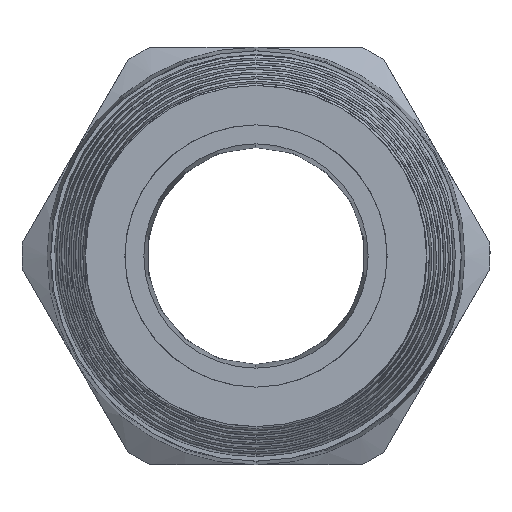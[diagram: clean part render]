
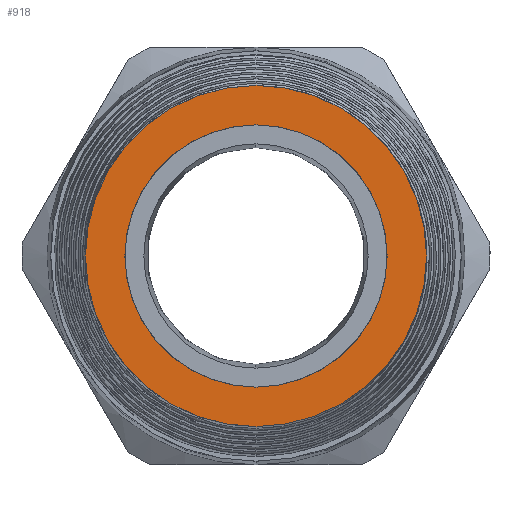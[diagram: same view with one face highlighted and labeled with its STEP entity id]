
A CAD part, left-side view. The second image highlights one B-rep face of the part: STEP entity #918.
In plain terms, the highlighted planar face has unit normal (-1, 0, 0).
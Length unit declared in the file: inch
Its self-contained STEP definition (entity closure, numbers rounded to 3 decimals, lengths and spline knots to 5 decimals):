
#861 = EDGE_CURVE ( 'NONE', #1125, #1124, #3646, .T. ) ;
#918 = ADVANCED_FACE ( 'NONE', ( #6164, #6162 ), #6161, .T. ) ;
#919 = EDGE_LOOP ( 'NONE', ( #921, #923 ) ) ;
#921 = ORIENTED_EDGE ( 'NONE', *, *, #922, .T. ) ;
#922 = EDGE_CURVE ( 'NONE', #1138, #1137, #6141, .T. ) ;
#923 = ORIENTED_EDGE ( 'NONE', *, *, #1136, .T. ) ;
#978 = EDGE_LOOP ( 'NONE', ( #979, #981 ) ) ;
#979 = ORIENTED_EDGE ( 'NONE', *, *, #1123, .F. ) ;
#981 = ORIENTED_EDGE ( 'NONE', *, *, #861, .F. ) ;
#1123 = EDGE_CURVE ( 'NONE', #1124, #1125, #11296, .T. ) ;
#1124 = VERTEX_POINT ( 'NONE', #11287 ) ;
#1125 = VERTEX_POINT ( 'NONE', #11286 ) ;
#1136 = EDGE_CURVE ( 'NONE', #1137, #1138, #11334, .T. ) ;
#1137 = VERTEX_POINT ( 'NONE', #11325 ) ;
#1138 = VERTEX_POINT ( 'NONE', #11324 ) ;
#3642 = DIRECTION ( 'NONE',  ( 0., 0., 1. ) ) ;
#3643 = DIRECTION ( 'NONE',  ( -1., 0., 0. ) ) ;
#3644 = CARTESIAN_POINT ( 'NONE',  ( -3.94, 0., 0. ) ) ;
#3645 = AXIS2_PLACEMENT_3D ( 'NONE', #3644, #3643, #3642 ) ;
#3646 = CIRCLE ( 'NONE', #3645, 0.33264 ) ;
#6138 = DIRECTION ( 'NONE',  ( 0., 0., 1. ) ) ;
#6139 = DIRECTION ( 'NONE',  ( -1., 0., 0. ) ) ;
#6140 = AXIS2_PLACEMENT_3D ( 'NONE', #6160, #6139, #6138 ) ;
#6141 = CIRCLE ( 'NONE', #6140, 0.43264 ) ;
#6142 = DIRECTION ( 'NONE',  ( 0., 0., 1. ) ) ;
#6143 = DIRECTION ( 'NONE',  ( -1., 0., 0. ) ) ;
#6144 = CARTESIAN_POINT ( 'NONE',  ( -3.94, 0., 0. ) ) ;
#6159 = AXIS2_PLACEMENT_3D ( 'NONE', #6144, #6143, #6142 ) ;
#6160 = CARTESIAN_POINT ( 'NONE',  ( -3.94, 0., 0. ) ) ;
#6161 = PLANE ( 'NONE',  #6159 ) ;
#6162 = FACE_BOUND ( 'NONE', #978, .T. ) ;
#6164 = FACE_OUTER_BOUND ( 'NONE', #919, .T. ) ;
#11286 = CARTESIAN_POINT ( 'NONE',  ( -3.94, 0., 0.33264 ) ) ;
#11287 = CARTESIAN_POINT ( 'NONE',  ( -3.94, 0., -0.33264 ) ) ;
#11288 = DIRECTION ( 'NONE',  ( 0., 0., 1. ) ) ;
#11289 = DIRECTION ( 'NONE',  ( -1., 0., 0. ) ) ;
#11290 = CARTESIAN_POINT ( 'NONE',  ( -3.94, 0., 0. ) ) ;
#11291 = AXIS2_PLACEMENT_3D ( 'NONE', #11290, #11289, #11288 ) ;
#11296 = CIRCLE ( 'NONE', #11291, 0.33264 ) ;
#11324 = CARTESIAN_POINT ( 'NONE',  ( -3.94, 0., -0.43264 ) ) ;
#11325 = CARTESIAN_POINT ( 'NONE',  ( -3.94, 0., 0.43264 ) ) ;
#11326 = DIRECTION ( 'NONE',  ( 0., 0., 1. ) ) ;
#11327 = DIRECTION ( 'NONE',  ( -1., 0., 0. ) ) ;
#11328 = CARTESIAN_POINT ( 'NONE',  ( -3.94, 0., 0. ) ) ;
#11329 = AXIS2_PLACEMENT_3D ( 'NONE', #11328, #11327, #11326 ) ;
#11334 = CIRCLE ( 'NONE', #11329, 0.43264 ) ;
